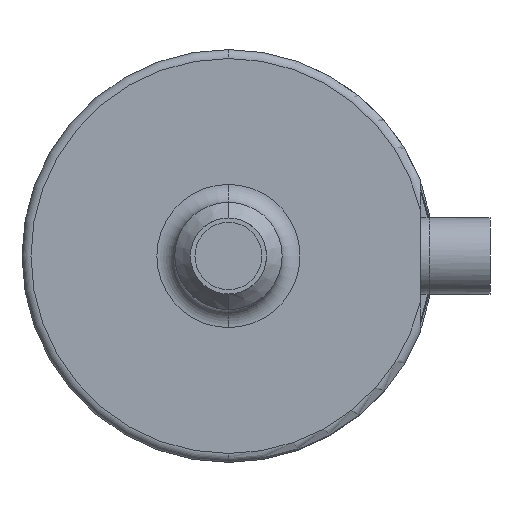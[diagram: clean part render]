
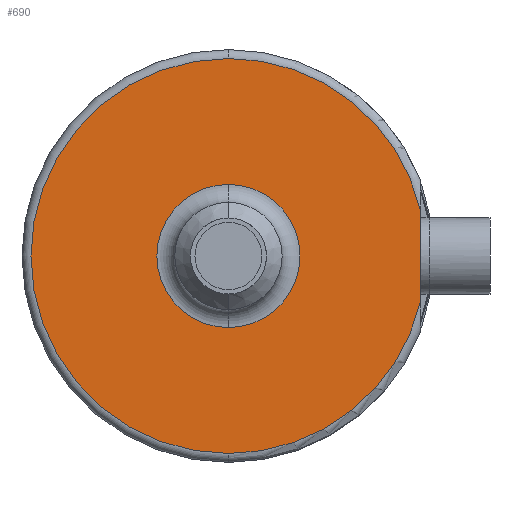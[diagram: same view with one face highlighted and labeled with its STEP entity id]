
A CAD part, front view. The second image highlights one B-rep face of the part: STEP entity #690.
In plain terms, the highlighted planar face has unit normal (0, -1, 0).
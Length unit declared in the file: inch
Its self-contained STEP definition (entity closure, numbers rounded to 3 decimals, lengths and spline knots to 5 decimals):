
#42 = EDGE_CURVE ( 'NONE', #6175, #6839, #740, .T. ) ;
#61 = CARTESIAN_POINT ( 'NONE',  ( 2.685, -0.8, 0.63904 ) ) ;
#275 = FACE_OUTER_BOUND ( 'NONE', #2258, .T. ) ;
#394 = DIRECTION ( 'NONE',  ( 0., 0., 1. ) ) ;
#611 = DIRECTION ( 'NONE',  ( 0., 0., -1. ) ) ;
#616 = CIRCLE ( 'NONE', #5533, 2.76 ) ;
#690 = ADVANCED_FACE ( 'NONE', ( #275, #1638 ), #4494, .T. ) ;
#740 = CIRCLE ( 'NONE', #4353, 2.76 ) ;
#845 = ORIENTED_EDGE ( 'NONE', *, *, #2322, .F. ) ;
#1077 = CIRCLE ( 'NONE', #4512, 1. ) ;
#1255 = CARTESIAN_POINT ( 'NONE',  ( 0., -0.8, -1. ) ) ;
#1349 = CIRCLE ( 'NONE', #6506, 1. ) ;
#1548 = DIRECTION ( 'NONE',  ( 0., 1., 0. ) ) ;
#1638 = FACE_BOUND ( 'NONE', #2589, .T. ) ;
#1821 = DIRECTION ( 'NONE',  ( 0., 0., 1. ) ) ;
#2028 = CARTESIAN_POINT ( 'NONE',  ( 0., -0.8, 0. ) ) ;
#2054 = EDGE_CURVE ( 'NONE', #3228, #6175, #616, .T. ) ;
#2258 = EDGE_LOOP ( 'NONE', ( #5818, #7171, #4787, #845 ) ) ;
#2322 = EDGE_CURVE ( 'NONE', #7094, #3228, #6063, .T. ) ;
#2456 = DIRECTION ( 'NONE',  ( 0., 1., 0. ) ) ;
#2589 = EDGE_LOOP ( 'NONE', ( #7299, #5205 ) ) ;
#2679 = DIRECTION ( 'NONE',  ( 0., 0., 1. ) ) ;
#2734 = CARTESIAN_POINT ( 'NONE',  ( -2.76, -0.8, 0. ) ) ;
#3061 = CARTESIAN_POINT ( 'NONE',  ( 0., -0.8, 0. ) ) ;
#3113 = DIRECTION ( 'NONE',  ( 0., 0., 1. ) ) ;
#3228 = VERTEX_POINT ( 'NONE', #3626 ) ;
#3626 = CARTESIAN_POINT ( 'NONE',  ( 0., -0.8, -2.76 ) ) ;
#3710 = DIRECTION ( 'NONE',  ( 0., 1., 0. ) ) ;
#3718 = DIRECTION ( 'NONE',  ( 0., 1., 0. ) ) ;
#3765 = CARTESIAN_POINT ( 'NONE',  ( 0., -0.8, 0. ) ) ;
#3797 = DIRECTION ( 'NONE',  ( 0., 0., 1. ) ) ;
#3935 = DIRECTION ( 'NONE',  ( 0., 1., 0. ) ) ;
#3943 = EDGE_CURVE ( 'NONE', #4182, #6882, #1077, .T. ) ;
#4074 = EDGE_CURVE ( 'NONE', #6882, #4182, #1349, .T. ) ;
#4119 = CARTESIAN_POINT ( 'NONE',  ( 2.685, -0.8, 0. ) ) ;
#4182 = VERTEX_POINT ( 'NONE', #6307 ) ;
#4211 = LINE ( 'NONE', #4119, #4671 ) ;
#4353 = AXIS2_PLACEMENT_3D ( 'NONE', #3061, #2456, #3113 ) ;
#4494 = PLANE ( 'NONE',  #6012 ) ;
#4512 = AXIS2_PLACEMENT_3D ( 'NONE', #3765, #3718, #3797 ) ;
#4537 = DIRECTION ( 'NONE',  ( 0., -1., 0. ) ) ;
#4671 = VECTOR ( 'NONE', #611, 39.37008 ) ;
#4787 = ORIENTED_EDGE ( 'NONE', *, *, #2054, .F. ) ;
#5015 = CARTESIAN_POINT ( 'NONE',  ( 2.685, -0.8, -0.63904 ) ) ;
#5205 = ORIENTED_EDGE ( 'NONE', *, *, #4074, .T. ) ;
#5458 = CARTESIAN_POINT ( 'NONE',  ( 0., -0.8, 2.76 ) ) ;
#5533 = AXIS2_PLACEMENT_3D ( 'NONE', #7227, #3710, #1821 ) ;
#5818 = ORIENTED_EDGE ( 'NONE', *, *, #6765, .F. ) ;
#6012 = AXIS2_PLACEMENT_3D ( 'NONE', #2734, #4537, #6186 ) ;
#6063 = CIRCLE ( 'NONE', #6408, 2.76 ) ;
#6175 = VERTEX_POINT ( 'NONE', #5458 ) ;
#6186 = DIRECTION ( 'NONE',  ( 0., 0., -1. ) ) ;
#6307 = CARTESIAN_POINT ( 'NONE',  ( 0., -0.8, 1. ) ) ;
#6408 = AXIS2_PLACEMENT_3D ( 'NONE', #6862, #3935, #394 ) ;
#6506 = AXIS2_PLACEMENT_3D ( 'NONE', #2028, #1548, #2679 ) ;
#6765 = EDGE_CURVE ( 'NONE', #6839, #7094, #4211, .T. ) ;
#6839 = VERTEX_POINT ( 'NONE', #61 ) ;
#6862 = CARTESIAN_POINT ( 'NONE',  ( 0., -0.8, 0. ) ) ;
#6882 = VERTEX_POINT ( 'NONE', #1255 ) ;
#7094 = VERTEX_POINT ( 'NONE', #5015 ) ;
#7171 = ORIENTED_EDGE ( 'NONE', *, *, #42, .F. ) ;
#7227 = CARTESIAN_POINT ( 'NONE',  ( 0., -0.8, 0. ) ) ;
#7299 = ORIENTED_EDGE ( 'NONE', *, *, #3943, .T. ) ;
